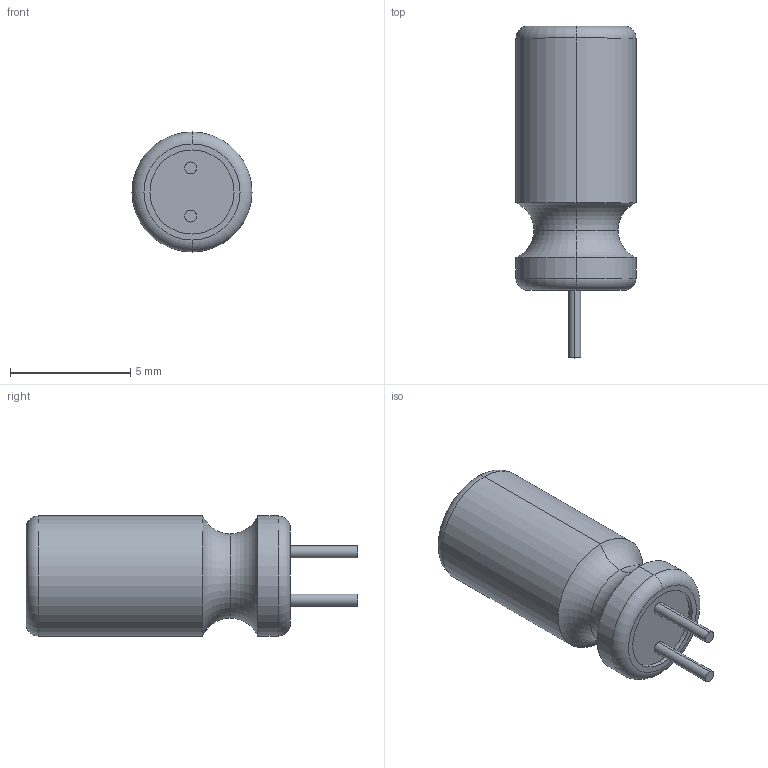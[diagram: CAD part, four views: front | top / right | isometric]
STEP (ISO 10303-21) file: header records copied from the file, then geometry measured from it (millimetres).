
FILE_DESCRIPTION (( 'STEP AP214' ), '1' );
FILE_NAME ('User Library-Capacitor Electrolytic (Vertical).STEP', '2010-10-20T10:32:20', ( 'sysAdmin' ), ( 'SolidWorks' ), 'SwSTEP 2.0', 'SolidWorks 2010', '' );
FILE_SCHEMA (( 'AUTOMOTIVE_DESIGN' ));
Length unit declared in the file: millimetre
Products named in the file (1): User Library-Capacitor Electrolytic (Vertical)
Bounding box: 5 x 13.82 x 5 mm (x, y, z)
Volume: 145.9 mm3; surface area: 307.8 mm2
Topology: 1 solids, 2 shells, 50 faces, 104 edges, 62 vertices
Faces by surface type: plane 24, cylinder 14, torus 12
Entity records: 1671 total; most frequent: CARTESIAN_POINT 281, DIRECTION 244, ORIENTED_EDGE 208, EDGE_CURVE 104, AXIS2_PLACEMENT_3D 99, VERTEX_POINT 62, EDGE_LOOP 54, FACE_OUTER_BOUND 50
